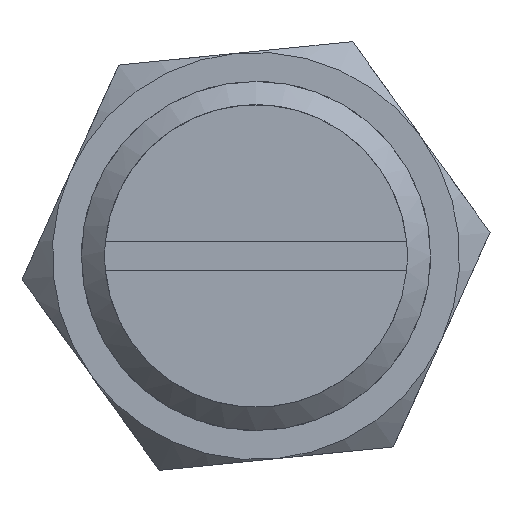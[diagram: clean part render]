
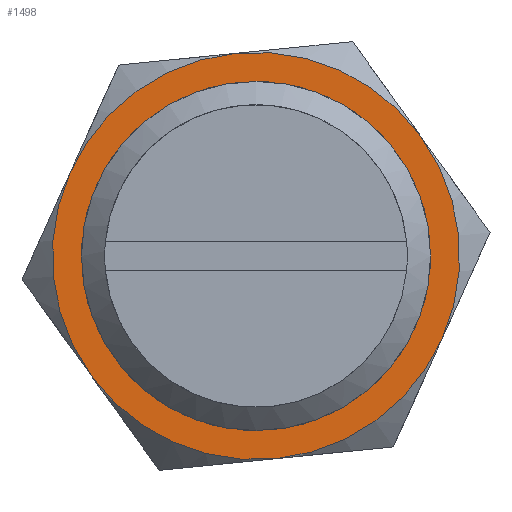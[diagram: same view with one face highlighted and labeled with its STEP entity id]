
A CAD part, left-side view. The second image highlights one B-rep face of the part: STEP entity #1498.
In plain terms, the highlighted planar face has unit normal (-1, 0, 0).
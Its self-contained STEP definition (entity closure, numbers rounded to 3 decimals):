
#1055=CARTESIAN_POINT('',(-8.0,6.062,-3.5));
#1056=VERTEX_POINT('',#1055);
#1109=CARTESIAN_POINT('',(-8.0,6.062,3.5));
#1110=VERTEX_POINT('',#1109);
#1156=CARTESIAN_POINT('',(-8.0,0.0,7.));
#1157=VERTEX_POINT('',#1156);
#1203=CARTESIAN_POINT('',(-8.0,-6.062,3.5));
#1204=VERTEX_POINT('',#1203);
#1252=CARTESIAN_POINT('',(-8.0,0.0,-7.));
#1253=VERTEX_POINT('',#1252);
#1297=CARTESIAN_POINT('',(-8.0,-6.062,-3.5));
#1298=VERTEX_POINT('',#1297);
#1359=CARTESIAN_POINT('',(-8.0,0.0,0.0));
#1360=DIRECTION('',(-1.0,0.0,0.0));
#1361=DIRECTION('',(0.0,0.0,1.0));
#1362=AXIS2_PLACEMENT_3D('',#1359,#1360,#1361);
#1363=CIRCLE('',#1362,7.);
#1364=EDGE_CURVE('',#1056,#1253,#1363,.T.);
#1376=CARTESIAN_POINT('',(-8.0,0.0,0.0));
#1377=DIRECTION('',(-1.0,0.0,0.0));
#1378=DIRECTION('',(0.0,0.0,1.0));
#1379=AXIS2_PLACEMENT_3D('',#1376,#1377,#1378);
#1380=CIRCLE('',#1379,7.);
#1381=EDGE_CURVE('',#1110,#1056,#1380,.T.);
#1393=CARTESIAN_POINT('',(-8.0,0.0,0.0));
#1394=DIRECTION('',(-1.0,0.0,0.0));
#1395=DIRECTION('',(0.0,0.0,1.0));
#1396=AXIS2_PLACEMENT_3D('',#1393,#1394,#1395);
#1397=CIRCLE('',#1396,7.);
#1398=EDGE_CURVE('',#1157,#1110,#1397,.T.);
#1409=CARTESIAN_POINT('',(-8.0,0.0,0.0));
#1410=DIRECTION('',(-1.0,0.0,0.0));
#1411=DIRECTION('',(0.0,0.0,1.0));
#1412=AXIS2_PLACEMENT_3D('',#1409,#1410,#1411);
#1413=CIRCLE('',#1412,7.);
#1414=EDGE_CURVE('',#1204,#1157,#1413,.T.);
#1426=CARTESIAN_POINT('',(-8.0,0.0,0.0));
#1427=DIRECTION('',(-1.0,0.0,0.0));
#1428=DIRECTION('',(0.0,0.0,1.0));
#1429=AXIS2_PLACEMENT_3D('',#1426,#1427,#1428);
#1430=CIRCLE('',#1429,7.);
#1431=EDGE_CURVE('',#1298,#1204,#1430,.T.);
#1443=CARTESIAN_POINT('',(-8.0,0.0,0.0));
#1444=DIRECTION('',(-1.0,0.0,0.0));
#1445=DIRECTION('',(0.0,0.0,1.0));
#1446=AXIS2_PLACEMENT_3D('',#1443,#1444,#1445);
#1447=CIRCLE('',#1446,7.);
#1448=EDGE_CURVE('',#1253,#1298,#1447,.T.);
#1474=CARTESIAN_POINT('',(-8.0,0.,0.));
#1475=DIRECTION('',(-1.0,0.0,0.0));
#1476=DIRECTION('',(0.0,0.0,1.0));
#1477=AXIS2_PLACEMENT_3D('',#1474,#1475,#1476);
#1478=PLANE('',#1477);
#1479=ORIENTED_EDGE('',*,*,#1448,.T.);
#1480=ORIENTED_EDGE('',*,*,#1431,.T.);
#1481=ORIENTED_EDGE('',*,*,#1414,.T.);
#1482=ORIENTED_EDGE('',*,*,#1398,.T.);
#1483=ORIENTED_EDGE('',*,*,#1381,.T.);
#1484=ORIENTED_EDGE('',*,*,#1364,.T.);
#1485=EDGE_LOOP('',(#1479,#1480,#1481,#1482,#1483,#1484));
#1486=FACE_OUTER_BOUND('',#1485,.T.);
#1487=CARTESIAN_POINT('',(-8.0,0.,-6.));
#1488=VERTEX_POINT('',#1487);
#1489=CARTESIAN_POINT('',(-8.0,0.0,0.0));
#1490=DIRECTION('',(1.0,0.0,0.0));
#1491=DIRECTION('',(0.0,0.0,-1.0));
#1492=AXIS2_PLACEMENT_3D('',#1489,#1490,#1491);
#1493=CIRCLE('',#1492,6.);
#1494=EDGE_CURVE('',#1488,#1488,#1493,.T.);
#1495=ORIENTED_EDGE('',*,*,#1494,.T.);
#1496=EDGE_LOOP('',(#1495));
#1497=FACE_BOUND('',#1496,.T.);
#1498=ADVANCED_FACE('',(#1486,#1497),#1478,.T.);
